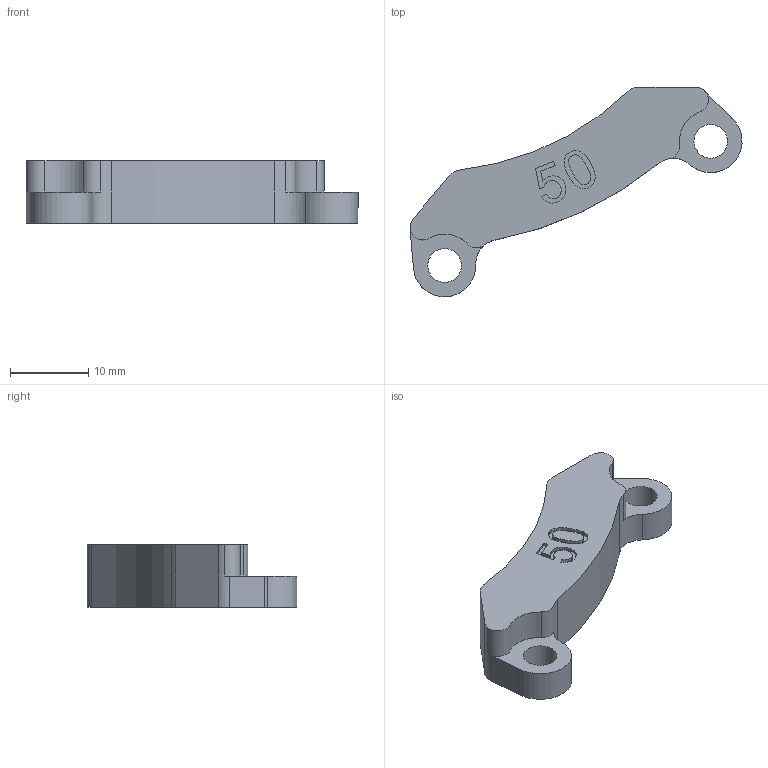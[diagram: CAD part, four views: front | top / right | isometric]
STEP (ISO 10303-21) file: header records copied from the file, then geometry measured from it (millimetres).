
FILE_DESCRIPTION(/* description */ ('','CAx-IF Rec.Pracs.---Representation and Presentation of Product Manufacturing Information (PMI)---4.0---2014-10-13'),/* implementation_level */ '2;1');
FILE_NAME(/* name */ '',/* time_stamp */ '2025-03-25T11:23:26+08:00',/* author */ (''),/* organization */ (''),/* preprocessor_version */ 'ST-DEVELOPER v20',/* originating_system */ 'Autodesk Translation Framework v13.20.0.188',/* authorisation */ '');
FILE_SCHEMA (('TECHNICAL_DATA_PACKAGING','AP242_MANAGED_MODEL_BASED_3D_ENGINEERING_MIM_LF { 1 0 10303 442 1 1 4 }'));
Length unit declared in the file: millimetre
Products named in the file (1): Pitch限位
Bounding box: 42.4 x 26.75 x 8 mm (x, y, z)
Volume: 3027.2 mm3; surface area: 1779.3 mm2
Topology: 1 solids, 1 shells, 74 faces, 207 edges, 138 vertices
Faces by surface type: bspline 35, cylinder 21, plane 18
Full cylindrical faces by diameter (mm): 4.3 x2
Entity records: 2495 total; most frequent: CARTESIAN_POINT 735, ORIENTED_EDGE 414, DIRECTION 263, EDGE_CURVE 207, VERTEX_POINT 138, LINE 91, VECTOR 91, AXIS2_PLACEMENT_3D 86
